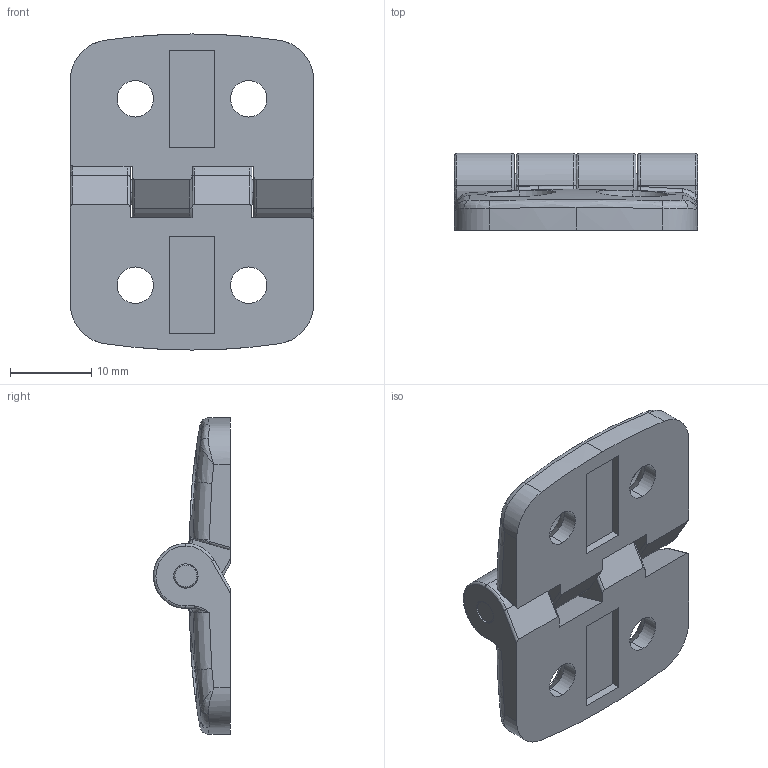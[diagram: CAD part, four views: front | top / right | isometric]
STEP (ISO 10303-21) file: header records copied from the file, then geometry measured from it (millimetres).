
FILE_DESCRIPTION (( 'STEP AP214' ), '1' );
FILE_NAME ('6226722', '2019-01-28T17:04:43', ( '' ), ('JUGARD+KÜNSTNER GmbH'), 'SwSTEP 2.0', 'SolidWorks 2017', '' );
FILE_SCHEMA (( 'AUTOMOTIVE_DESIGN' ));
Length unit declared in the file: millimetre
Products named in the file (3): Part3; 6226722; Part1
Assembly tree (3 placements, depth 2):
  6226722
    Part3  x2
    Part1
Bounding box: 30 x 9.5 x 39 mm (x, y, z)
Volume: 4987.9 mm3; surface area: 4203.8 mm2
Topology: 3 solids, 3 shells, 384 faces, 1076 edges, 690 vertices
Faces by surface type: plane 252, bspline 64, cylinder 58, cone 10
Entity records: 14686 total; most frequent: CARTESIAN_POINT 3700, ORIENTED_EDGE 1732, DIRECTION 1404, EDGE_CURVE 866, VERTEX_POINT 565, AXIS2_PLACEMENT_3D 486, LINE 432, VECTOR 432
